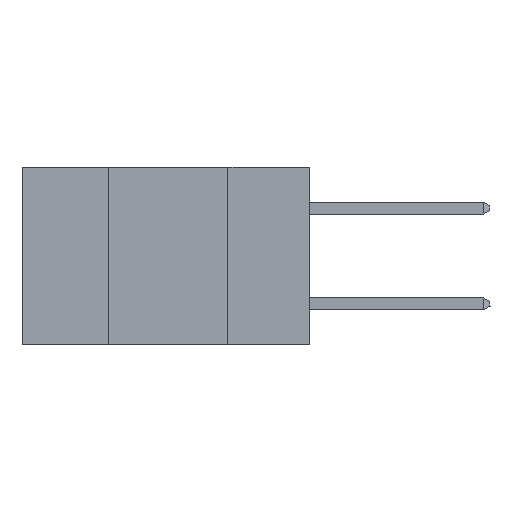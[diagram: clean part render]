
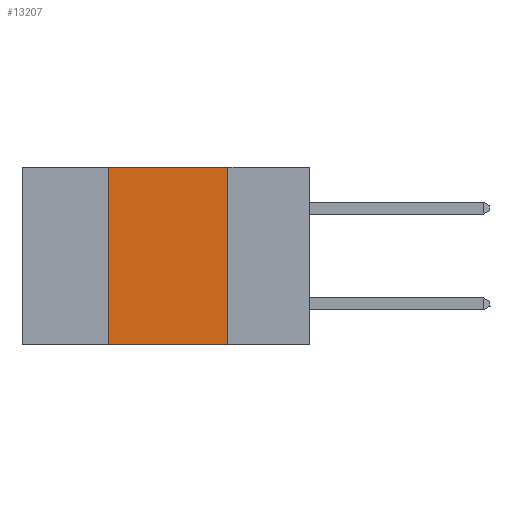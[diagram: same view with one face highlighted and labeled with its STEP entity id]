
A CAD part, left-side view. The second image highlights one B-rep face of the part: STEP entity #13207.
In plain terms, the highlighted planar face has unit normal (-1, 0, 0).
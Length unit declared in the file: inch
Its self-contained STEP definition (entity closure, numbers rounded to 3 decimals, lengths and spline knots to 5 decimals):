
#401 = EDGE_LOOP ( 'NONE', ( #24335, #1339, #2254, #25026 ) ) ;
#501 = DIRECTION ( 'NONE',  ( 0., 0., -1. ) ) ;
#988 = CARTESIAN_POINT ( 'NONE',  ( 0., 0.42, 0. ) ) ;
#1339 = ORIENTED_EDGE ( 'NONE', *, *, #14406, .F. ) ;
#2112 = CARTESIAN_POINT ( 'NONE',  ( 0., 0.6, 0. ) ) ;
#2220 = EDGE_CURVE ( 'NONE', #23240, #9691, #5496, .T. ) ;
#2254 = ORIENTED_EDGE ( 'NONE', *, *, #11904, .F. ) ;
#2289 = CARTESIAN_POINT ( 'NONE',  ( 0., 0.17, -0.37 ) ) ;
#3129 = VECTOR ( 'NONE', #4698, 39.37008 ) ;
#3382 = VERTEX_POINT ( 'NONE', #19187 ) ;
#3821 = CARTESIAN_POINT ( 'NONE',  ( 0., 0.6, -0.37 ) ) ;
#4698 = DIRECTION ( 'NONE',  ( 0., 0., -1. ) ) ;
#4712 = DIRECTION ( 'NONE',  ( 1., 0., 0. ) ) ;
#4851 = CARTESIAN_POINT ( 'NONE',  ( 0., 0.17, 0. ) ) ;
#5496 = LINE ( 'NONE', #19991, #3129 ) ;
#7223 = PLANE ( 'NONE',  #20742 ) ;
#7455 = VECTOR ( 'NONE', #24523, 39.37008 ) ;
#8636 = FACE_OUTER_BOUND ( 'NONE', #401, .T. ) ;
#9691 = VERTEX_POINT ( 'NONE', #2289 ) ;
#11344 = CARTESIAN_POINT ( 'NONE',  ( 0., 0.6, 0. ) ) ;
#11904 = EDGE_CURVE ( 'NONE', #3382, #16480, #20398, .T. ) ;
#12548 = DIRECTION ( 'NONE',  ( 0., -1., 0. ) ) ;
#13137 = LINE ( 'NONE', #3821, #14530 ) ;
#13207 = ADVANCED_FACE ( 'NONE', ( #8636 ), #7223, .F. ) ;
#14406 = EDGE_CURVE ( 'NONE', #16480, #23240, #21625, .T. ) ;
#14530 = VECTOR ( 'NONE', #12548, 39.37008 ) ;
#16480 = VERTEX_POINT ( 'NONE', #988 ) ;
#19187 = CARTESIAN_POINT ( 'NONE',  ( 0., 0.42, -0.37 ) ) ;
#19991 = CARTESIAN_POINT ( 'NONE',  ( 0., 0.17, 0. ) ) ;
#20398 = LINE ( 'NONE', #20518, #22809 ) ;
#20518 = CARTESIAN_POINT ( 'NONE',  ( 0., 0.42, 0. ) ) ;
#20742 = AXIS2_PLACEMENT_3D ( 'NONE', #11344, #4712, #501 ) ;
#21625 = LINE ( 'NONE', #2112, #7455 ) ;
#22809 = VECTOR ( 'NONE', #27127, 39.37008 ) ;
#22909 = EDGE_CURVE ( 'NONE', #3382, #9691, #13137, .T. ) ;
#23240 = VERTEX_POINT ( 'NONE', #4851 ) ;
#24335 = ORIENTED_EDGE ( 'NONE', *, *, #2220, .F. ) ;
#24523 = DIRECTION ( 'NONE',  ( 0., -1., 0. ) ) ;
#25026 = ORIENTED_EDGE ( 'NONE', *, *, #22909, .T. ) ;
#27127 = DIRECTION ( 'NONE',  ( 0., 0., 1. ) ) ;
